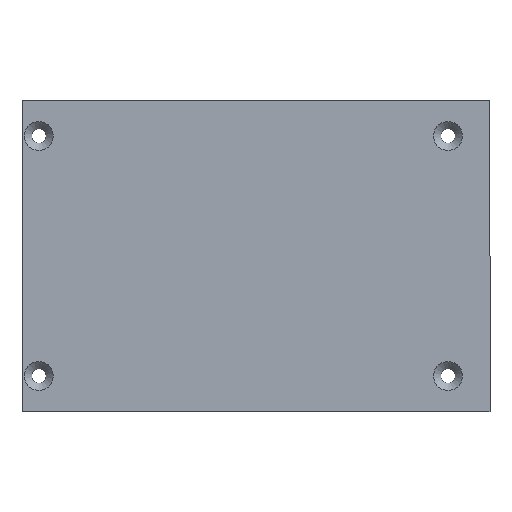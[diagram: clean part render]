
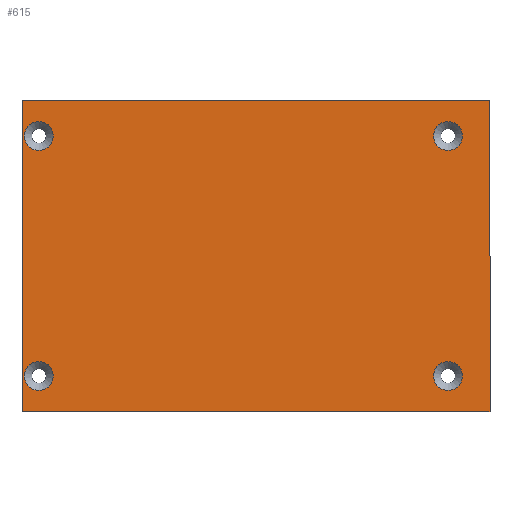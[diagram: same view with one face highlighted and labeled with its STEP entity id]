
A CAD part, left-side view. The second image highlights one B-rep face of the part: STEP entity #615.
In plain terms, the highlighted planar face has unit normal (-1, 0, 0).
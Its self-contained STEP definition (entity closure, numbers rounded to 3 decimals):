
#6 = DIRECTION ( 'NONE',  ( 0., 0., 1. ) ) ;
#16 = FACE_BOUND ( 'NONE', #284, .T. ) ;
#19 = VERTEX_POINT ( 'NONE', #140 ) ;
#20 = AXIS2_PLACEMENT_3D ( 'NONE', #504, #855, #718 ) ;
#22 = DIRECTION ( 'NONE',  ( 0., 0., 1. ) ) ;
#30 = AXIS2_PLACEMENT_3D ( 'NONE', #692, #149, #482 ) ;
#32 = DIRECTION ( 'NONE',  ( 0., 0., 1. ) ) ;
#56 = CARTESIAN_POINT ( 'NONE',  ( -30.5, 89., 10.5 ) ) ;
#69 = VERTEX_POINT ( 'NONE', #192 ) ;
#90 = FACE_BOUND ( 'NONE', #687, .T. ) ;
#94 = AXIS2_PLACEMENT_3D ( 'NONE', #378, #655, #175 ) ;
#105 = CARTESIAN_POINT ( 'NONE',  ( -30.5, 92.5, 65. ) ) ;
#111 = VECTOR ( 'NONE', #600, 1000. ) ;
#114 = DIRECTION ( 'NONE',  ( 1., 0., 0. ) ) ;
#118 = CARTESIAN_POINT ( 'NONE',  ( -30.5, 89., 57.5 ) ) ;
#119 = EDGE_CURVE ( 'NONE', #814, #358, #401, .T. ) ;
#125 = VERTEX_POINT ( 'NONE', #693 ) ;
#129 = VERTEX_POINT ( 'NONE', #895 ) ;
#131 = CIRCLE ( 'NONE', #30, 3. ) ;
#137 = ORIENTED_EDGE ( 'NONE', *, *, #503, .T. ) ;
#140 = CARTESIAN_POINT ( 'NONE',  ( -30.5, 3.75, 54.5 ) ) ;
#147 = ORIENTED_EDGE ( 'NONE', *, *, #431, .T. ) ;
#149 = DIRECTION ( 'NONE',  ( 1., 0., 0. ) ) ;
#154 = VERTEX_POINT ( 'NONE', #56 ) ;
#161 = ORIENTED_EDGE ( 'NONE', *, *, #277, .T. ) ;
#167 = CARTESIAN_POINT ( 'NONE',  ( -30.5, 89., 7.5 ) ) ;
#175 = DIRECTION ( 'NONE',  ( 0., 0., 1. ) ) ;
#178 = DIRECTION ( 'NONE',  ( 0., 0., 1. ) ) ;
#185 = CIRCLE ( 'NONE', #506, 3. ) ;
#191 = LINE ( 'NONE', #879, #209 ) ;
#192 = CARTESIAN_POINT ( 'NONE',  ( -30.5, 3.75, 4.5 ) ) ;
#209 = VECTOR ( 'NONE', #873, 1000. ) ;
#217 = VERTEX_POINT ( 'NONE', #575 ) ;
#225 = CARTESIAN_POINT ( 'NONE',  ( -30.5, 89., 60.5 ) ) ;
#227 = FACE_BOUND ( 'NONE', #704, .T. ) ;
#251 = AXIS2_PLACEMENT_3D ( 'NONE', #118, #604, #178 ) ;
#269 = VERTEX_POINT ( 'NONE', #225 ) ;
#277 = EDGE_CURVE ( 'NONE', #129, #269, #383, .T. ) ;
#283 = EDGE_CURVE ( 'NONE', #358, #841, #313, .T. ) ;
#284 = EDGE_LOOP ( 'NONE', ( #137, #147 ) ) ;
#309 = CARTESIAN_POINT ( 'NONE',  ( -30.5, -5., 32.5 ) ) ;
#313 = LINE ( 'NONE', #799, #111 ) ;
#321 = ORIENTED_EDGE ( 'NONE', *, *, #835, .T. ) ;
#326 = EDGE_CURVE ( 'NONE', #269, #129, #332, .T. ) ;
#332 = CIRCLE ( 'NONE', #251, 3. ) ;
#346 = DIRECTION ( 'NONE',  ( 1., 0., 0. ) ) ;
#358 = VERTEX_POINT ( 'NONE', #672 ) ;
#362 = CARTESIAN_POINT ( 'NONE',  ( -30.5, 43.75, 32.5 ) ) ;
#363 = EDGE_CURVE ( 'NONE', #217, #814, #191, .T. ) ;
#365 = CIRCLE ( 'NONE', #474, 3. ) ;
#378 = CARTESIAN_POINT ( 'NONE',  ( -30.5, 3.75, 57.5 ) ) ;
#381 = LINE ( 'NONE', #309, #405 ) ;
#383 = CIRCLE ( 'NONE', #502, 3. ) ;
#386 = CARTESIAN_POINT ( 'NONE',  ( -30.5, -5., 0. ) ) ;
#401 = LINE ( 'NONE', #407, #574 ) ;
#405 = VECTOR ( 'NONE', #32, 1000. ) ;
#407 = CARTESIAN_POINT ( 'NONE',  ( -30.5, 92.5, 32.5 ) ) ;
#408 = ORIENTED_EDGE ( 'NONE', *, *, #119, .T. ) ;
#415 = VERTEX_POINT ( 'NONE', #477 ) ;
#422 = CARTESIAN_POINT ( 'NONE',  ( -30.5, 3.75, 7.5 ) ) ;
#431 = EDGE_CURVE ( 'NONE', #69, #125, #131, .T. ) ;
#437 = DIRECTION ( 'NONE',  ( 0., 0., 1. ) ) ;
#474 = AXIS2_PLACEMENT_3D ( 'NONE', #859, #566, #573 ) ;
#477 = CARTESIAN_POINT ( 'NONE',  ( -30.5, 3.75, 60.5 ) ) ;
#478 = DIRECTION ( 'NONE',  ( 0., 0., -1. ) ) ;
#482 = DIRECTION ( 'NONE',  ( 0., 0., 1. ) ) ;
#495 = EDGE_LOOP ( 'NONE', ( #639, #408, #625, #631 ) ) ;
#502 = AXIS2_PLACEMENT_3D ( 'NONE', #727, #114, #656 ) ;
#503 = EDGE_CURVE ( 'NONE', #125, #69, #808, .T. ) ;
#504 = CARTESIAN_POINT ( 'NONE',  ( -30.5, 89., 7.5 ) ) ;
#506 = AXIS2_PLACEMENT_3D ( 'NONE', #167, #852, #437 ) ;
#507 = CIRCLE ( 'NONE', #94, 3. ) ;
#533 = EDGE_LOOP ( 'NONE', ( #887, #161 ) ) ;
#534 = AXIS2_PLACEMENT_3D ( 'NONE', #362, #783, #22 ) ;
#566 = DIRECTION ( 'NONE',  ( 1., 0., 0. ) ) ;
#573 = DIRECTION ( 'NONE',  ( 0., 0., 1. ) ) ;
#574 = VECTOR ( 'NONE', #478, 1000. ) ;
#575 = CARTESIAN_POINT ( 'NONE',  ( -30.5, -5., 65. ) ) ;
#581 = CARTESIAN_POINT ( 'NONE',  ( -30.5, 89., 4.5 ) ) ;
#600 = DIRECTION ( 'NONE',  ( 0., -1., 0. ) ) ;
#604 = DIRECTION ( 'NONE',  ( 1., 0., 0. ) ) ;
#615 = ADVANCED_FACE ( 'NONE', ( #16, #227, #651, #90, #785 ), #640, .T. ) ;
#623 = AXIS2_PLACEMENT_3D ( 'NONE', #422, #346, #6 ) ;
#625 = ORIENTED_EDGE ( 'NONE', *, *, #283, .T. ) ;
#631 = ORIENTED_EDGE ( 'NONE', *, *, #800, .T. ) ;
#635 = VERTEX_POINT ( 'NONE', #581 ) ;
#639 = ORIENTED_EDGE ( 'NONE', *, *, #363, .T. ) ;
#640 = PLANE ( 'NONE',  #534 ) ;
#650 = EDGE_CURVE ( 'NONE', #415, #19, #365, .T. ) ;
#651 = FACE_BOUND ( 'NONE', #533, .T. ) ;
#655 = DIRECTION ( 'NONE',  ( 1., 0., 0. ) ) ;
#656 = DIRECTION ( 'NONE',  ( 0., 0., 1. ) ) ;
#658 = EDGE_CURVE ( 'NONE', #154, #635, #185, .T. ) ;
#672 = CARTESIAN_POINT ( 'NONE',  ( -30.5, 92.5, 0. ) ) ;
#680 = EDGE_CURVE ( 'NONE', #635, #154, #885, .T. ) ;
#687 = EDGE_LOOP ( 'NONE', ( #738, #698 ) ) ;
#692 = CARTESIAN_POINT ( 'NONE',  ( -30.5, 3.75, 7.5 ) ) ;
#693 = CARTESIAN_POINT ( 'NONE',  ( -30.5, 3.75, 10.5 ) ) ;
#698 = ORIENTED_EDGE ( 'NONE', *, *, #680, .T. ) ;
#704 = EDGE_LOOP ( 'NONE', ( #891, #321 ) ) ;
#718 = DIRECTION ( 'NONE',  ( 0., 0., 1. ) ) ;
#727 = CARTESIAN_POINT ( 'NONE',  ( -30.5, 89., 57.5 ) ) ;
#738 = ORIENTED_EDGE ( 'NONE', *, *, #658, .T. ) ;
#783 = DIRECTION ( 'NONE',  ( -1., 0., 0. ) ) ;
#785 = FACE_OUTER_BOUND ( 'NONE', #495, .T. ) ;
#799 = CARTESIAN_POINT ( 'NONE',  ( -30.5, 43.75, 0. ) ) ;
#800 = EDGE_CURVE ( 'NONE', #841, #217, #381, .T. ) ;
#808 = CIRCLE ( 'NONE', #623, 3. ) ;
#814 = VERTEX_POINT ( 'NONE', #105 ) ;
#835 = EDGE_CURVE ( 'NONE', #19, #415, #507, .T. ) ;
#841 = VERTEX_POINT ( 'NONE', #386 ) ;
#852 = DIRECTION ( 'NONE',  ( 1., 0., 0. ) ) ;
#855 = DIRECTION ( 'NONE',  ( 1., 0., 0. ) ) ;
#859 = CARTESIAN_POINT ( 'NONE',  ( -30.5, 3.75, 57.5 ) ) ;
#873 = DIRECTION ( 'NONE',  ( 0., 1., 0. ) ) ;
#879 = CARTESIAN_POINT ( 'NONE',  ( -30.5, 43.75, 65. ) ) ;
#885 = CIRCLE ( 'NONE', #20, 3. ) ;
#887 = ORIENTED_EDGE ( 'NONE', *, *, #326, .T. ) ;
#891 = ORIENTED_EDGE ( 'NONE', *, *, #650, .T. ) ;
#895 = CARTESIAN_POINT ( 'NONE',  ( -30.5, 89., 54.5 ) ) ;
